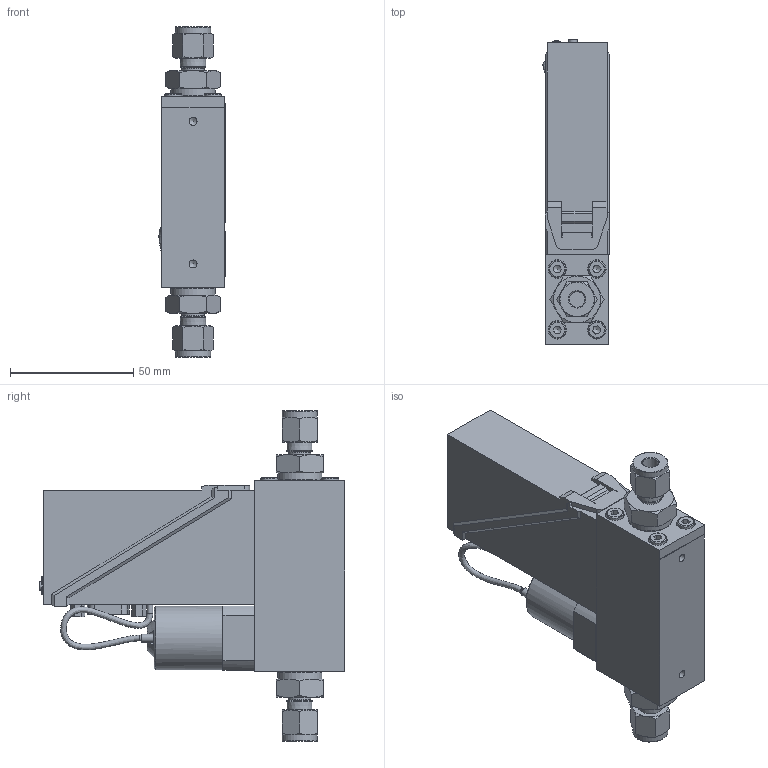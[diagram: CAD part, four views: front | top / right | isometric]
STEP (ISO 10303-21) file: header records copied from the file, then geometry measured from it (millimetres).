
FILE_DESCRIPTION(/* description */ (''),/* implementation_level */ '2;1');
FILE_NAME(/* name */ 'F-211AV-nnn-Ann-22-n.stp',/* time_stamp */ '2021-08-10T09:17:37+02:00',/* author */ ('M-Huiskes'),/* organization */ (''),/* preprocessor_version */ 'ST-DEVELOPER v18.1',/* originating_system */ 'Autodesk Inventor 2021',/* authorisation */ '');
FILE_SCHEMA (('AUTOMOTIVE_DESIGN { 1 0 10303 214 3 1 1 }'));
Length unit declared in the file: millimetre
Products named in the file (1): F-201AV-nnn-Ann-22-n
Bounding box: 26.84 x 124.16 x 134.3 mm (x, y, z)
Volume: 204534.8 mm3; surface area: 37706.7 mm2
Topology: 1 solids, 13 shells, 637 faces, 1577 edges, 1014 vertices
Faces by surface type: plane 375, cone 110, cylinder 90, bspline 33, torus 18, sphere 11
Full cylindrical faces by diameter (mm): 0.59 x9, 1.614 x1, 2.318 x2, 2.459 x2, 2.729 x4, 2.9 x2, 2.95 x2, 3 x7, 3.2 x7, 3.242 x2, 3.318 x1, 3.6 x1, 4.4 x1, 5.328 x2, 5.5 x5, 6 x4, 6.35 x2, 7 x4, 7.5 x4, 8.997 x2, 14.287 x2, 18.034 x2, 25.9 x1
Entity records: 29515 total; most frequent: CARTESIAN_POINT 14976, ORIENTED_EDGE 3110, DIRECTION 2843, EDGE_CURVE 1555, VERTEX_POINT 1014, AXIS2_PLACEMENT_3D 970, LINE 903, VECTOR 903
